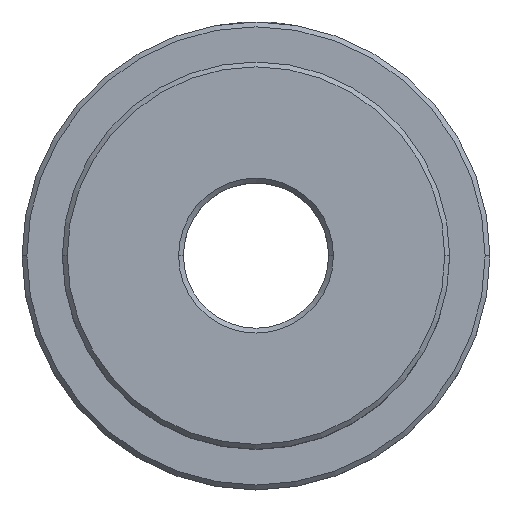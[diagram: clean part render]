
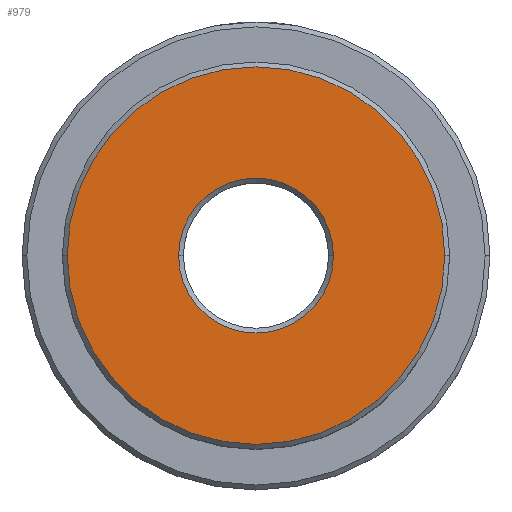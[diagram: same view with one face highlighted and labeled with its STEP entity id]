
A CAD part, top view. The second image highlights one B-rep face of the part: STEP entity #979.
In plain terms, the highlighted planar face has unit normal (0, 0, 1).
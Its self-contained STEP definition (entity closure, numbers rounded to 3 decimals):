
#107 = EDGE_CURVE ( 'NONE', #833, #580, #643, .T. ) ;
#109 = DIRECTION ( 'NONE',  ( 0., 0., 1. ) ) ;
#117 = CARTESIAN_POINT ( 'NONE',  ( -4.8, 0., 15. ) ) ;
#142 = DIRECTION ( 'NONE',  ( 1., 0., 0. ) ) ;
#146 = FACE_BOUND ( 'NONE', #1127, .T. ) ;
#166 = AXIS2_PLACEMENT_3D ( 'NONE', #1359, #357, #804 ) ;
#207 = CARTESIAN_POINT ( 'NONE',  ( 0., 0., 15. ) ) ;
#313 = EDGE_LOOP ( 'NONE', ( #957, #1094 ) ) ;
#322 = EDGE_CURVE ( 'NONE', #580, #833, #514, .T. ) ;
#326 = VERTEX_POINT ( 'NONE', #806 ) ;
#357 = DIRECTION ( 'NONE',  ( 0., 0., 1. ) ) ;
#360 = CARTESIAN_POINT ( 'NONE',  ( -11.7, 0., 15. ) ) ;
#363 = ORIENTED_EDGE ( 'NONE', *, *, #322, .T. ) ;
#396 = VERTEX_POINT ( 'NONE', #360 ) ;
#440 = AXIS2_PLACEMENT_3D ( 'NONE', #1281, #618, #1390 ) ;
#514 = CIRCLE ( 'NONE', #1002, 4.8 ) ;
#542 = CIRCLE ( 'NONE', #440, 11.7 ) ;
#545 = EDGE_CURVE ( 'NONE', #396, #326, #1417, .T. ) ;
#580 = VERTEX_POINT ( 'NONE', #117 ) ;
#618 = DIRECTION ( 'NONE',  ( 0., 0., 1. ) ) ;
#625 = DIRECTION ( 'NONE',  ( 1., 0., 0. ) ) ;
#643 = CIRCLE ( 'NONE', #1375, 4.8 ) ;
#793 = CARTESIAN_POINT ( 'NONE',  ( 4.8, 0., 15. ) ) ;
#804 = DIRECTION ( 'NONE',  ( 1., 0., 0. ) ) ;
#806 = CARTESIAN_POINT ( 'NONE',  ( 11.7, 0., 15. ) ) ;
#833 = VERTEX_POINT ( 'NONE', #793 ) ;
#903 = DIRECTION ( 'NONE',  ( 1., 0., 0. ) ) ;
#908 = DIRECTION ( 'NONE',  ( 0., 0., -1. ) ) ;
#913 = CARTESIAN_POINT ( 'NONE',  ( 0., 0., 15. ) ) ;
#957 = ORIENTED_EDGE ( 'NONE', *, *, #545, .T. ) ;
#979 = ADVANCED_FACE ( 'NONE', ( #146, #1263 ), #1250, .T. ) ;
#1002 = AXIS2_PLACEMENT_3D ( 'NONE', #913, #908, #903 ) ;
#1061 = DIRECTION ( 'NONE',  ( 0., 0., -1. ) ) ;
#1094 = ORIENTED_EDGE ( 'NONE', *, *, #1306, .T. ) ;
#1127 = EDGE_LOOP ( 'NONE', ( #1401, #363 ) ) ;
#1250 = PLANE ( 'NONE',  #166 ) ;
#1263 = FACE_OUTER_BOUND ( 'NONE', #313, .T. ) ;
#1278 = CARTESIAN_POINT ( 'NONE',  ( 0., 0., 15. ) ) ;
#1281 = CARTESIAN_POINT ( 'NONE',  ( 0., 0., 15. ) ) ;
#1293 = AXIS2_PLACEMENT_3D ( 'NONE', #207, #109, #142 ) ;
#1306 = EDGE_CURVE ( 'NONE', #326, #396, #542, .T. ) ;
#1359 = CARTESIAN_POINT ( 'NONE',  ( 0., 0., 15. ) ) ;
#1375 = AXIS2_PLACEMENT_3D ( 'NONE', #1278, #1061, #625 ) ;
#1390 = DIRECTION ( 'NONE',  ( 1., 0., 0. ) ) ;
#1401 = ORIENTED_EDGE ( 'NONE', *, *, #107, .T. ) ;
#1417 = CIRCLE ( 'NONE', #1293, 11.7 ) ;
